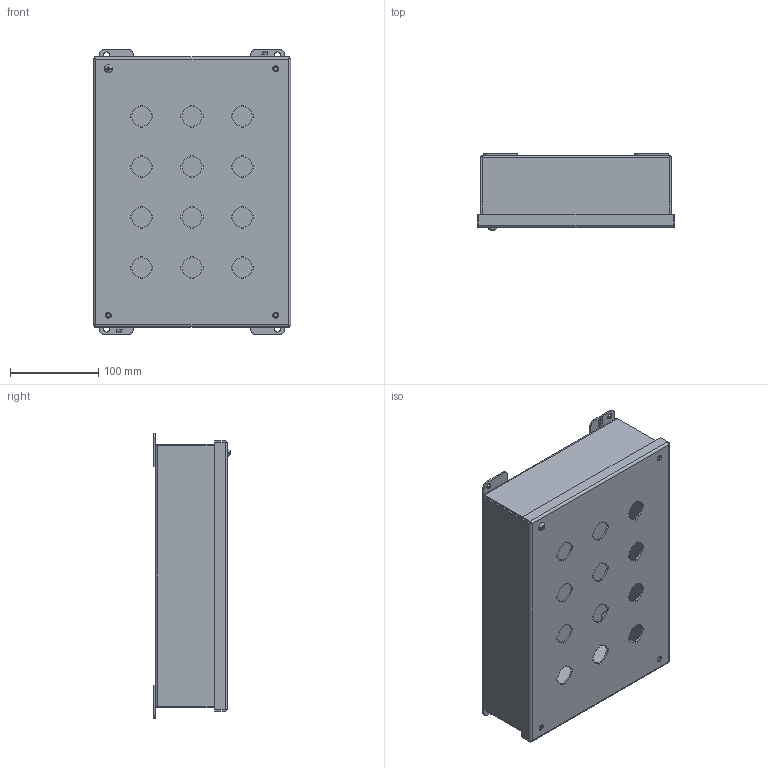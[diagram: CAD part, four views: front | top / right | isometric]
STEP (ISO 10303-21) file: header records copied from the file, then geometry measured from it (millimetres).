
FILE_DESCRIPTION (( 'STEP AP203' ), '1' );
FILE_NAME ('1435MO_Default.step', '2019-11-08T16:41:27', ( '' ), ( '' ), 'SwSTEP 2.0', 'SolidWorks 2019', '' );
FILE_SCHEMA (( 'CONFIG_CONTROL_DESIGN' ));
Length unit declared in the file: inch
Products named in the file (1): 1435MO_Default
Bounding box: 223.82 x 86.91 x 323.85 mm (x, y, z)
Volume: 481240.4 mm3; surface area: 502333.6 mm2
Topology: 17 solids, 17 shells, 805 faces, 2148 edges, 1399 vertices
Faces by surface type: plane 577, cylinder 184, bspline 24, cone 18, torus 2
Entity records: 25855 total; most frequent: CARTESIAN_POINT 5621, ORIENTED_EDGE 4292, DIRECTION 3986, EDGE_CURVE 2146, VECTOR 1642, LINE 1642, VERTEX_POINT 1399, AXIS2_PLACEMENT_3D 1172
